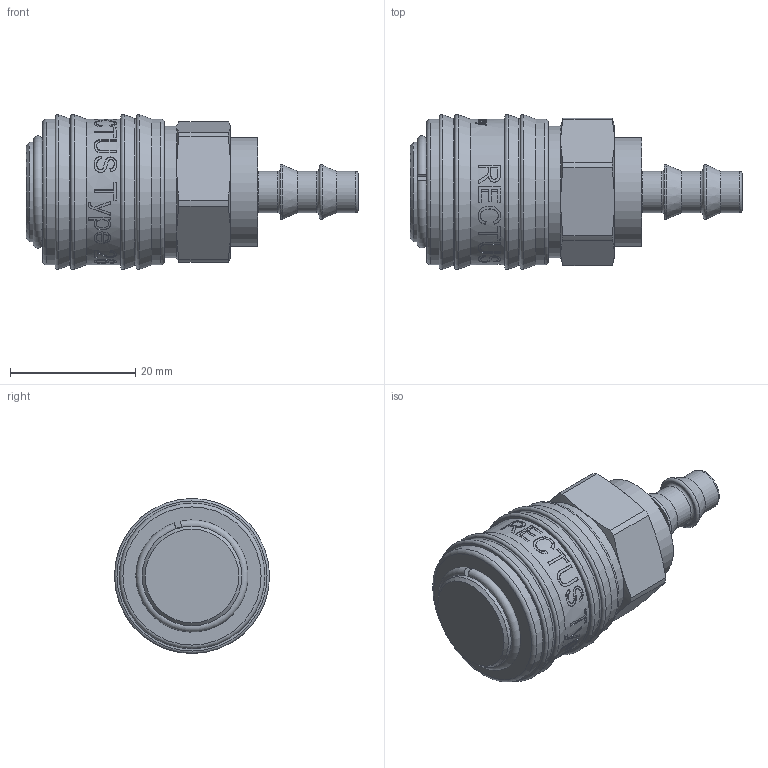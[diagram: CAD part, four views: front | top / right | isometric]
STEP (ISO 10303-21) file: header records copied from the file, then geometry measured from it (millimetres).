
FILE_DESCRIPTION((''),'2;1');
FILE_NAME('26katp06mpx.stp','2013-02-26T10:29:58',('IA176480'),(''),'Autodesk Inventor 2011','Autodesk Inventor 2011','');
FILE_SCHEMA(('AUTOMOTIVE_DESIGN { 1 0 10303 214 1 1 1 1 }'));
Length unit declared in the file: millimetre
Products named in the file (1): D105984
Bounding box: 53.1 x 24.8 x 24.8 mm (x, y, z)
Volume: 12228.6 mm3; surface area: 7866.9 mm2
Topology: 2 solids, 4 shells, 480 faces, 1235 edges, 810 vertices
Faces by surface type: bspline 189, plane 180, cylinder 68, cone 25, torus 18
Full cylindrical faces by diameter (mm): 6.6 x3, 7.87 x1, 8.1 x1, 8.68 x1, 13.679 x1, 14.95 x1, 15 x1, 15.45 x1, 15.95 x2, 16.1 x1, 16.65 x1, 17 x1, 17.4 x1, 18 x2, 21 x1, 21.1 x1, 23.3 x3
Entity records: 63142 total; most frequent: CARTESIAN_POINT 52724, ORIENTED_EDGE 2332, DIRECTION 1409, EDGE_CURVE 1166, VERTEX_POINT 796, EDGE_LOOP 586, B_SPLINE_CURVE_WITH_KNOTS 517, AXIS2_PLACEMENT_3D 494
